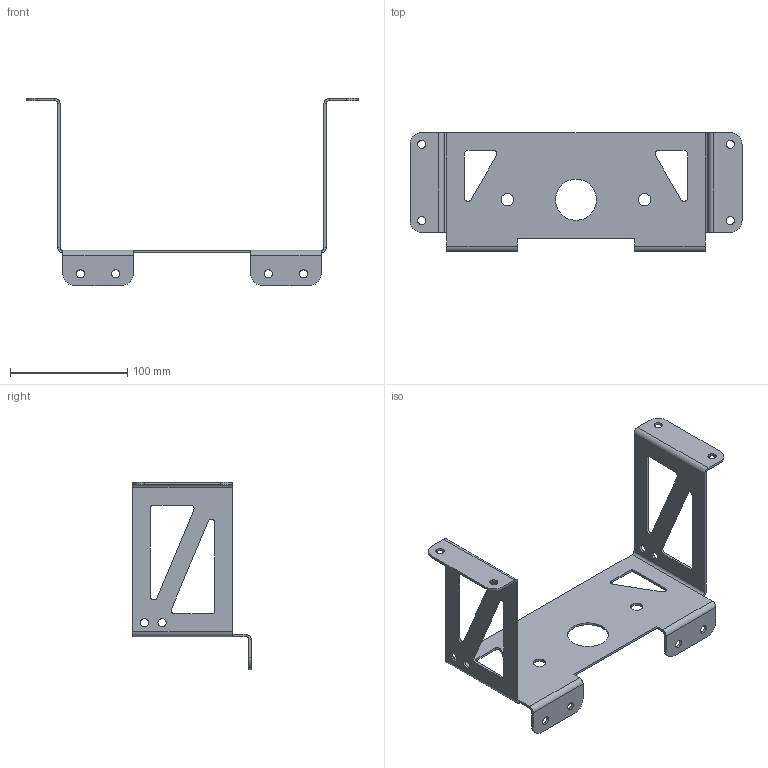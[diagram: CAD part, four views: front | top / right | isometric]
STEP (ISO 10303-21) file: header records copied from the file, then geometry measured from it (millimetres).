
FILE_DESCRIPTION (( 'STEP AP203' ), '1' );
FILE_NAME ('MMP.03.00.00.002 Wheel bracket inner.STEP', '2023-02-14T09:31:02', ( '' ), ( '' ), 'SwSTEP 2.0', 'SolidWorks 2017', '' );
FILE_SCHEMA (( 'CONFIG_CONTROL_DESIGN' ));
Length unit declared in the file: millimetre
Products named in the file (1): MMP.03.00.00.002 Wheel bracket inner
Bounding box: 282.8 x 101 x 159.5 mm (x, y, z)
Volume: 81778.2 mm3; surface area: 87524.2 mm2
Topology: 1 solids, 1 shells, 137 faces, 357 edges, 222 vertices
Faces by surface type: cylinder 71, plane 66
Entity records: 4350 total; most frequent: DIRECTION 775, CARTESIAN_POINT 717, ORIENTED_EDGE 714, EDGE_CURVE 357, AXIS2_PLACEMENT_3D 280, VERTEX_POINT 222, LINE 215, VECTOR 215
